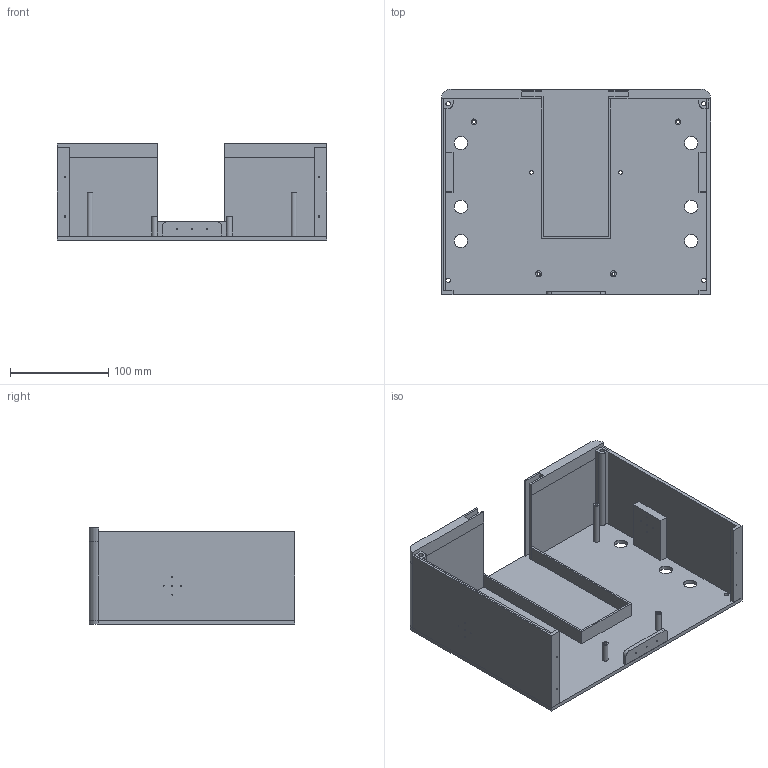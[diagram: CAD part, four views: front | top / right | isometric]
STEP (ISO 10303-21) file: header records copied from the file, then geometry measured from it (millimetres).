
FILE_DESCRIPTION(/* description */ (''),/* implementation_level */ '2;1');
FILE_NAME(/* name */ 'Compartment_Rear.prt.step',/* time_stamp */ '2021-10-25T16:24:54+01:00',/* author */ (''),/* organization */ (''),/* preprocessor_version */ 'ST-DEVELOPER v15',/* originating_system */ 'SIEMENS PLM Software NX 9.0',/* authorisation */ '');
FILE_SCHEMA (('AUTOMOTIVE_DESIGN { 1 0 10303 214 3 1 1 1 }'));
Length unit declared in the file: millimetre
Products named in the file (1): Compartment_Rear
Bounding box: 275 x 210 x 98 mm (x, y, z)
Volume: 608975.8 mm3; surface area: 315329 mm2
Topology: 10 solids, 10 shells, 141 faces, 379 edges, 261 vertices
Faces by surface type: plane 90, cylinder 51
Full cylindrical faces by diameter (mm): 1 x10, 1.2 x8, 3 x8, 3.5 x2, 4.5 x4, 6 x4, 13.5 x6
Entity records: 4214 total; most frequent: DIRECTION 695, CARTESIAN_POINT 690, ORIENTED_EDGE 618, EDGE_CURVE 309, EDGE_LOOP 260, AXIS2_PLACEMENT_3D 246, VERTEX_POINT 233, LINE 203
